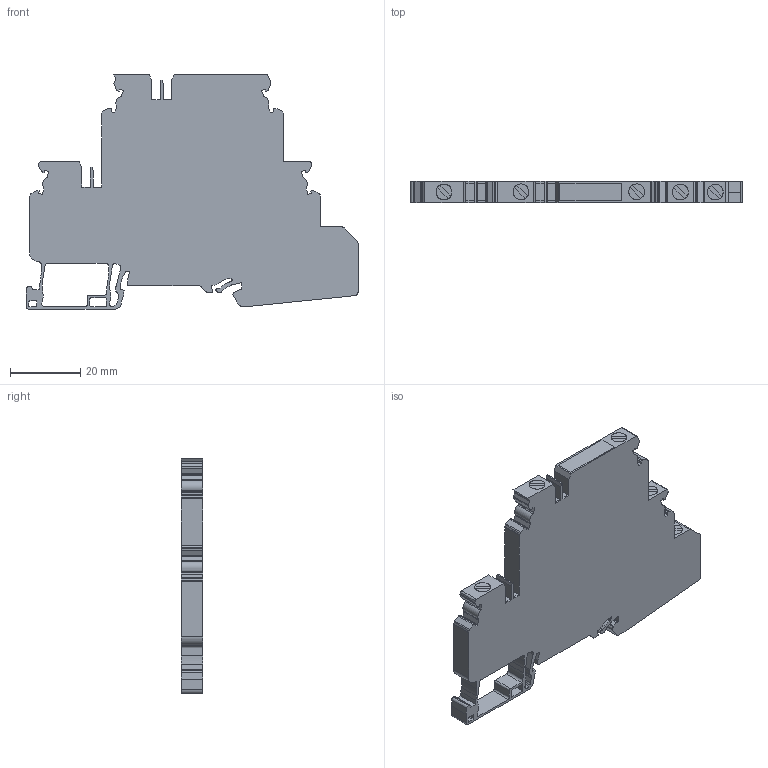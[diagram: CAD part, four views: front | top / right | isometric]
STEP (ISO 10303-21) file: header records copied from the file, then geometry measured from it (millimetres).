
FILE_DESCRIPTION(/* description */ ('Unknown'),/* implementation_level */ '2;1');
FILE_NAME(/* name */ 'CYDLGK4',/* time_stamp */ '2017-07-19T11:13:30+06:00',/* author */ ('Unknown'),/* organization */ ('Unknown'),/* preprocessor_version */ 'ST-DEVELOPER v16',/* originating_system */ 'DEX',/* authorisation */ $);
FILE_SCHEMA (('AP242_MANAGED_MODEL_BASED_3D_ENGINEERING_MIM_LF { 1 0 10303 442 1 1 4 }','AUTOMOTIVE_DESIGN {1 0 10303 214 3 1 1}'));
Length unit declared in the file: millimetre
Products named in the file (1): CYDLGK4
Bounding box: 94.5 x 6 x 66.8 mm (x, y, z)
Volume: 25221.7 mm3; surface area: 11626.8 mm2
Topology: 1 solids, 1 shells, 337 faces, 1001 edges, 672 vertices
Faces by surface type: plane 200, cylinder 137
Full cylindrical faces by diameter (mm): 4.5 x5
Entity records: 13689 total; most frequent: CARTESIAN_POINT 1996, ORIENTED_EDGE 1982, DIRECTION 1956, EDGE_CURVE 991, LINE 702, VECTOR 702, VERTEX_POINT 667, AXIS2_PLACEMENT_3D 627
